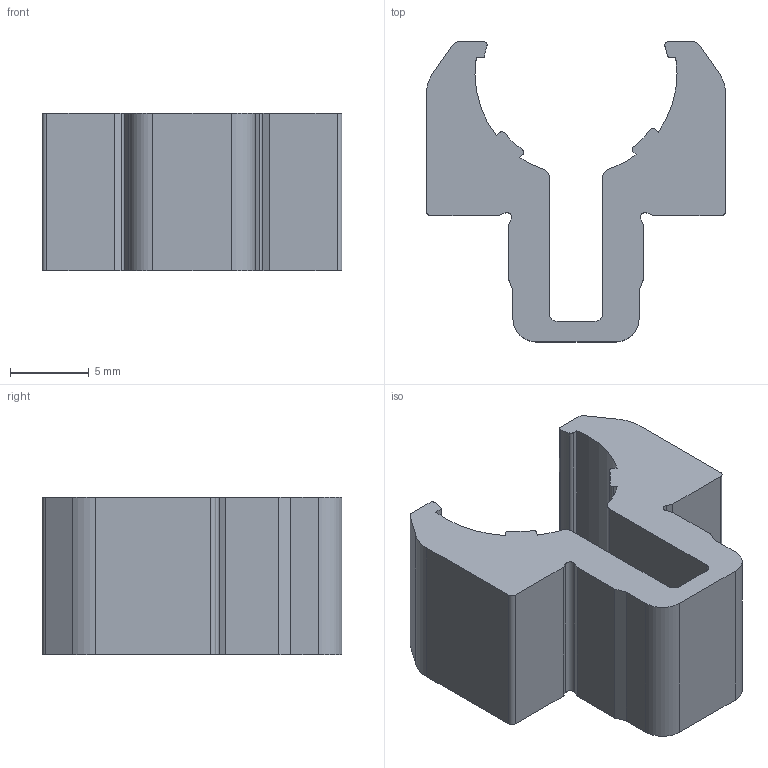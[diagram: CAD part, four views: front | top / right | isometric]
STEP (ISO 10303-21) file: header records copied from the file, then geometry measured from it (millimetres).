
FILE_DESCRIPTION(/* description */ ('Vodící lišta'),/* implementation_level */ '2;1');
FILE_NAME(/* name */ '801200.stp',/* time_stamp */ '2013-12-05T18:48:58+01:00',/* author */ ('PC'),/* organization */ (''),/* preprocessor_version */ 'ST-DEVELOPER v15.2',/* originating_system */ 'Autodesk Inventor 2014',/* authorisation */ '');
FILE_SCHEMA (('AUTOMOTIVE_DESIGN { 1 0 10303 214 3 1 1 }'));
Length unit declared in the file: millimetre
Products named in the file (1): 801200
Bounding box: 19 x 19 x 10 mm (x, y, z)
Volume: 1507.8 mm3; surface area: 1358 mm2
Topology: 1 solids, 1 shells, 59 faces, 171 edges, 114 vertices
Faces by surface type: plane 30, cylinder 29
Entity records: 1984 total; most frequent: DIRECTION 349, CARTESIAN_POINT 345, ORIENTED_EDGE 342, EDGE_CURVE 171, AXIS2_PLACEMENT_3D 118, VERTEX_POINT 114, LINE 113, VECTOR 113
